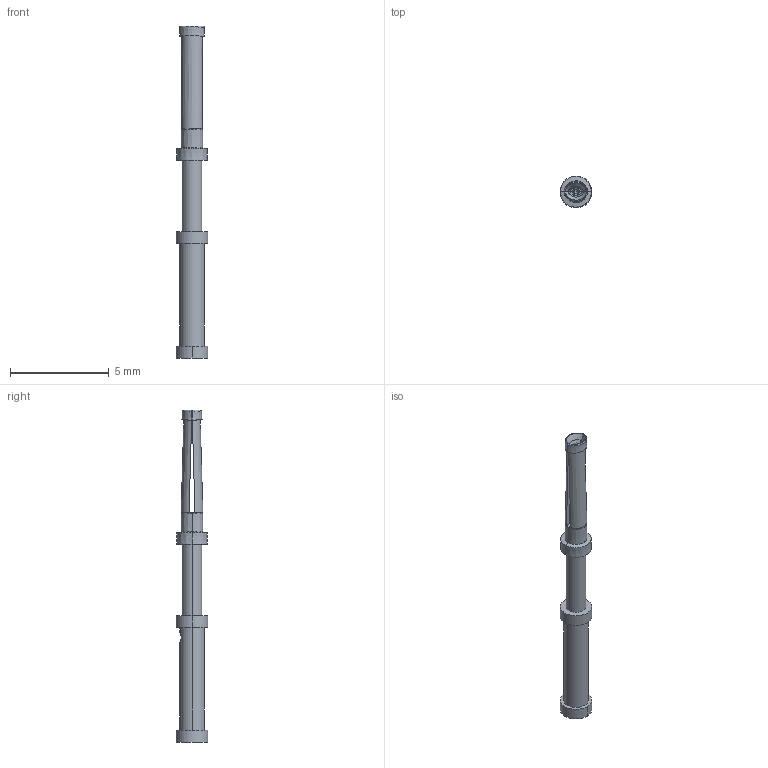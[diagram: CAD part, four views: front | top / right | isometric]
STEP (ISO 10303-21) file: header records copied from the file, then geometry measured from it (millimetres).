
FILE_DESCRIPTION((''),'2;1');
FILE_NAME('ST-06KS010_','2013-11-21T',('mbaumeister'),(''),'PRO/ENGINEER BY PARAMETRIC TECHNOLOGY CORPORATION, 2012480','PRO/ENGINEER BY PARAMETRIC TECHNOLOGY CORPORATION, 2012480','');
FILE_SCHEMA(('AUTOMOTIVE_DESIGN { 1 0 10303 214 1 1 1 1 }'));
Length unit declared in the file: millimetre
Products named in the file (1): ST-06KS010_
Bounding box: 1.6 x 1.6 x 16.81 mm (x, y, z)
Volume: 13.3 mm3; surface area: 93.3 mm2
Topology: 1 solids, 1 shells, 65 faces, 154 edges, 92 vertices
Faces by surface type: bspline 26, plane 17, cylinder 16, cone 4, torus 2
Entity records: 3262 total; most frequent: CARTESIAN_POINT 1910, ORIENTED_EDGE 300, DIRECTION 192, EDGE_CURVE 150, VERTEX_POINT 92, EDGE_LOOP 72, AXIS2_PLACEMENT_3D 69, B_SPLINE_CURVE_WITH_KNOTS 66
